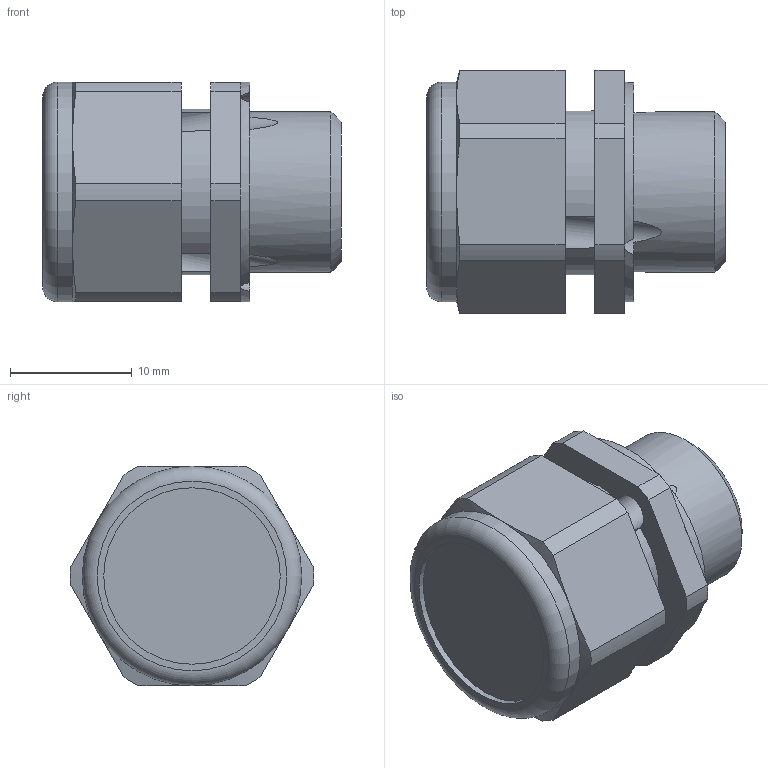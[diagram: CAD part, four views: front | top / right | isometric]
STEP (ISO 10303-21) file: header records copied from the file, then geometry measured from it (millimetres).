
FILE_DESCRIPTION( ( 'STEP AP214' ), '1' );
FILE_NAME( 'K0460.20014.stp', '2020-12-08T09:17:36', ( '' ), ( '' ), ' ', 'PARTsolutions', ' ' );
FILE_SCHEMA( ( 'AUTOMOTIVE_DESIGN { 1 0 10303 214 1 1 1 1 }' ) );
Length unit declared in the file: millimetre
Products named in the file (1): _K0460.20014
Bounding box: 24.5 x 19.99 x 18 mm (x, y, z)
Volume: 4858.1 mm3; surface area: 2474 mm2
Topology: 1 solids, 1 shells, 63 faces, 178 edges, 113 vertices
Faces by surface type: plane 27, cylinder 25, cone 10, torus 1
Full cylindrical faces by diameter (mm): 3 x3, 5.7 x1, 13.157 x1, 14.473 x1, 18 x1
Entity records: 2528 total; most frequent: CARTESIAN_POINT 483, DIRECTION 330, ORIENTED_EDGE 304, EDGE_CURVE 152, AXIS2_PLACEMENT_3D 141, VERTEX_POINT 104, EDGE_LOOP 79, FACE_OUTER_BOUND 71
